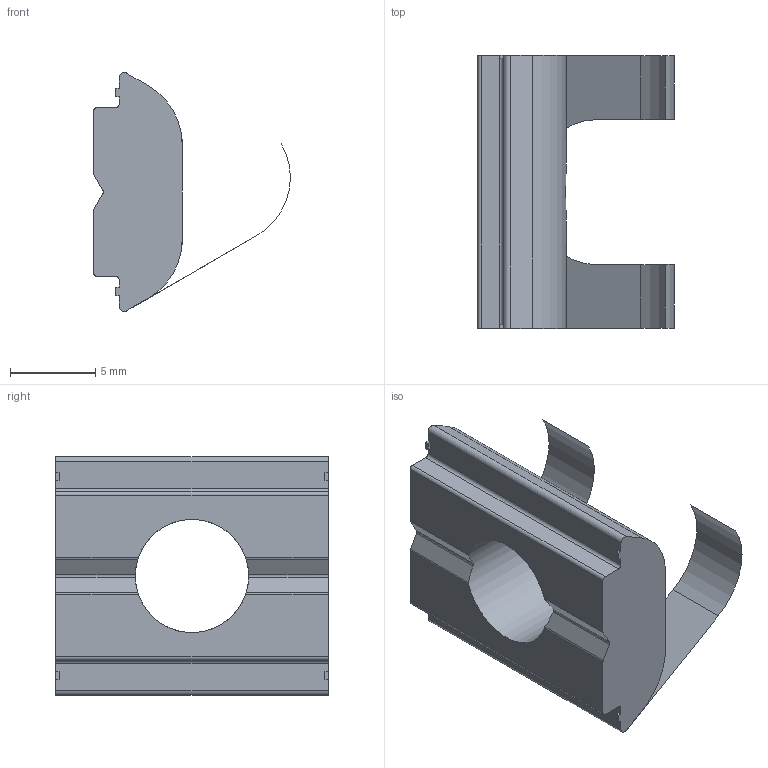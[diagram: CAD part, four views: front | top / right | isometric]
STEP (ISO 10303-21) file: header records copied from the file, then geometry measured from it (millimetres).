
FILE_DESCRIPTION(/* description */ ('T-matice s pružinou'),/* implementation_level */ '2;1');
FILE_NAME(/* name */ '210082.stp',/* time_stamp */ '2018-05-12T08:50:06+02:00',/* author */ ('Frančeová'),/* organization */ ('Alutec K&K'),/* preprocessor_version */ 'ST-DEVELOPER v16.1',/* originating_system */ 'Autodesk Inventor 2016',/* authorisation */ '');
FILE_SCHEMA (('AUTOMOTIVE_DESIGN { 1 0 10303 214 3 1 1 }'));
Length unit declared in the file: millimetre
Products named in the file (1): 210082
Bounding box: 11.54 x 16 x 14 mm (x, y, z)
Volume: 750.3 mm3; surface area: 836.4 mm2
Topology: 1 solids, 2 shells, 50 faces, 154 edges, 105 vertices
Faces by surface type: plane 33, cylinder 17
Full cylindrical faces by diameter (mm): 6.647 x1
Entity records: 1773 total; most frequent: CARTESIAN_POINT 363, ORIENTED_EDGE 292, DIRECTION 281, EDGE_CURVE 152, LINE 109, VECTOR 109, VERTEX_POINT 104, AXIS2_PLACEMENT_3D 86
